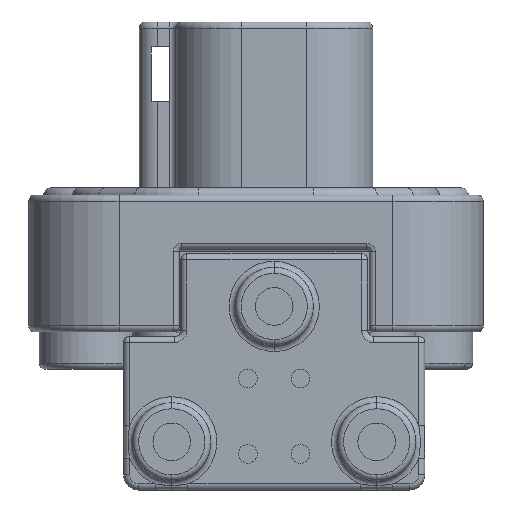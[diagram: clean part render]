
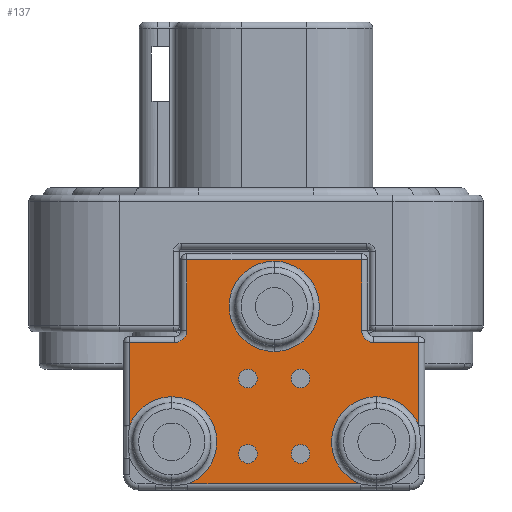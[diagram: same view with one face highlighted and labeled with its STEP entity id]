
A CAD part, front view. The second image highlights one B-rep face of the part: STEP entity #137.
In plain terms, the highlighted planar face has unit normal (0, -1, 0).
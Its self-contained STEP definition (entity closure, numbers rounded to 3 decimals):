
#137=ADVANCED_FACE('',(#770,#771,#772,#773,#774,#775),#776,.T.);
#770=FACE_OUTER_BOUND('',#1863,.T.);
#771=FACE_BOUND('',#1864,.T.);
#772=FACE_BOUND('',#1865,.T.);
#773=FACE_BOUND('',#1866,.T.);
#774=FACE_BOUND('',#1867,.T.);
#775=FACE_BOUND('',#1868,.T.);
#776=PLANE('',#1869);
#1863=EDGE_LOOP('',(#4999,#5000,#5001,#5002,#5003,#5004,#5005,#5006,#5007,#5008,#5009,#5010,#5011,#5012,#5013,#5014));
#1864=EDGE_LOOP('',(#5015,#5016,#5017,#5018));
#1865=EDGE_LOOP('',(#5019,#5020));
#1866=EDGE_LOOP('',(#5021,#5022));
#1867=EDGE_LOOP('',(#5023,#5024));
#1868=EDGE_LOOP('',(#5025,#5026));
#1869=AXIS2_PLACEMENT_3D('',#5027,#5028,#5029);
#4999=ORIENTED_EDGE('',*,*,#8760,.F.);
#5000=ORIENTED_EDGE('',*,*,#8546,.F.);
#5001=ORIENTED_EDGE('',*,*,#8761,.F.);
#5002=ORIENTED_EDGE('',*,*,#8762,.T.);
#5003=ORIENTED_EDGE('',*,*,#8763,.T.);
#5004=ORIENTED_EDGE('',*,*,#8755,.T.);
#5005=ORIENTED_EDGE('',*,*,#8764,.T.);
#5006=ORIENTED_EDGE('',*,*,#8765,.T.);
#5007=ORIENTED_EDGE('',*,*,#8766,.T.);
#5008=ORIENTED_EDGE('',*,*,#8767,.T.);
#5009=ORIENTED_EDGE('',*,*,#8768,.T.);
#5010=ORIENTED_EDGE('',*,*,#8769,.T.);
#5011=ORIENTED_EDGE('',*,*,#8770,.F.);
#5012=ORIENTED_EDGE('',*,*,#8402,.F.);
#5013=ORIENTED_EDGE('',*,*,#8771,.F.);
#5014=ORIENTED_EDGE('',*,*,#8772,.T.);
#5015=ORIENTED_EDGE('',*,*,#8773,.F.);
#5016=ORIENTED_EDGE('',*,*,#8570,.F.);
#5017=ORIENTED_EDGE('',*,*,#8774,.F.);
#5018=ORIENTED_EDGE('',*,*,#8566,.F.);
#5019=ORIENTED_EDGE('',*,*,#8775,.F.);
#5020=ORIENTED_EDGE('',*,*,#8776,.F.);
#5021=ORIENTED_EDGE('',*,*,#8777,.F.);
#5022=ORIENTED_EDGE('',*,*,#8778,.F.);
#5023=ORIENTED_EDGE('',*,*,#8715,.F.);
#5024=ORIENTED_EDGE('',*,*,#8718,.F.);
#5025=ORIENTED_EDGE('',*,*,#8779,.F.);
#5026=ORIENTED_EDGE('',*,*,#8780,.F.);
#5027=CARTESIAN_POINT('',(0.0,-15.748,-14.732));
#5028=DIRECTION('',(0.0,-1.0,0.0));
#5029=DIRECTION('',(0.0,0.0,-1.0));
#8402=EDGE_CURVE('',#9709,#9712,#9713,.T.);
#8546=EDGE_CURVE('',#9995,#9998,#9999,.T.);
#8566=EDGE_CURVE('',#10035,#10038,#10039,.T.);
#8570=EDGE_CURVE('',#10043,#10046,#10047,.T.);
#8715=EDGE_CURVE('',#10303,#10305,#10306,.T.);
#8718=EDGE_CURVE('',#10305,#10303,#10309,.T.);
#8755=EDGE_CURVE('',#10371,#10373,#10375,.T.);
#8760=EDGE_CURVE('',#9998,#10384,#10385,.T.);
#8761=EDGE_CURVE('',#10386,#9995,#10387,.T.);
#8762=EDGE_CURVE('',#10386,#10388,#10389,.T.);
#8763=EDGE_CURVE('',#10388,#10371,#10390,.T.);
#8764=EDGE_CURVE('',#10373,#10391,#10392,.T.);
#8765=EDGE_CURVE('',#10391,#10393,#10394,.T.);
#8766=EDGE_CURVE('',#10393,#10395,#10396,.T.);
#8767=EDGE_CURVE('',#10395,#10397,#10398,.T.);
#8768=EDGE_CURVE('',#10397,#10399,#10400,.T.);
#8769=EDGE_CURVE('',#10399,#10401,#10402,.T.);
#8770=EDGE_CURVE('',#9712,#10401,#10403,.T.);
#8771=EDGE_CURVE('',#10404,#9709,#10405,.T.);
#8772=EDGE_CURVE('',#10404,#10384,#10406,.T.);
#8773=EDGE_CURVE('',#10046,#10035,#10407,.T.);
#8774=EDGE_CURVE('',#10038,#10043,#10408,.T.);
#8775=EDGE_CURVE('',#10409,#10410,#10411,.T.);
#8776=EDGE_CURVE('',#10410,#10409,#10412,.T.);
#8777=EDGE_CURVE('',#10413,#10414,#10415,.T.);
#8778=EDGE_CURVE('',#10414,#10413,#10416,.T.);
#8779=EDGE_CURVE('',#10417,#10418,#10419,.T.);
#8780=EDGE_CURVE('',#10418,#10417,#10420,.T.);
#9709=VERTEX_POINT('',#11812);
#9712=VERTEX_POINT('',#11815);
#9713=CIRCLE('',#11816,3.81);
#9995=VERTEX_POINT('',#12512);
#9998=VERTEX_POINT('',#12515);
#9999=CIRCLE('',#12516,3.81);
#10035=VERTEX_POINT('',#12552);
#10038=VERTEX_POINT('',#12555);
#10039=CIRCLE('',#12556,3.81);
#10043=VERTEX_POINT('',#12560);
#10046=VERTEX_POINT('',#12563);
#10047=CIRCLE('',#12564,3.81);
#10303=VERTEX_POINT('',#12946);
#10305=VERTEX_POINT('',#12949);
#10306=CIRCLE('',#12950,0.787);
#10309=CIRCLE('',#12954,0.787);
#10371=VERTEX_POINT('',#13072);
#10373=VERTEX_POINT('',#13074);
#10375=CIRCLE('',#13076,1.016);
#10384=VERTEX_POINT('',#13087);
#10385=CIRCLE('',#13088,3.81);
#10386=VERTEX_POINT('',#13089);
#10387=CIRCLE('',#13090,3.81);
#10388=VERTEX_POINT('',#13091);
#10389=LINE('',#13092,#13093);
#10390=LINE('',#13094,#13095);
#10391=VERTEX_POINT('',#13096);
#10392=LINE('',#13097,#13098);
#10393=VERTEX_POINT('',#13099);
#10394=LINE('',#13100,#13101);
#10395=VERTEX_POINT('',#13102);
#10396=LINE('',#13103,#13104);
#10397=VERTEX_POINT('',#13105);
#10398=CIRCLE('',#13106,1.016);
#10399=VERTEX_POINT('',#13107);
#10400=LINE('',#13108,#13109);
#10401=VERTEX_POINT('',#13110);
#10402=LINE('',#13111,#13112);
#10403=CIRCLE('',#13113,3.81);
#10404=VERTEX_POINT('',#13114);
#10405=CIRCLE('',#13115,3.81);
#10406=LINE('',#13116,#13117);
#10407=CIRCLE('',#13118,3.81);
#10408=CIRCLE('',#13119,3.81);
#10409=VERTEX_POINT('',#13120);
#10410=VERTEX_POINT('',#13121);
#10411=CIRCLE('',#13122,0.787);
#10412=CIRCLE('',#13123,0.787);
#10413=VERTEX_POINT('',#13124);
#10414=VERTEX_POINT('',#13125);
#10415=CIRCLE('',#13126,0.787);
#10416=CIRCLE('',#13127,0.787);
#10417=VERTEX_POINT('',#13128);
#10418=VERTEX_POINT('',#13129);
#10419=CIRCLE('',#13130,0.787);
#10420=CIRCLE('',#13131,0.787);
#11812=CARTESIAN_POINT('',(-7.095,-15.748,-31.623));
#11815=CARTESIAN_POINT('',(-7.112,-15.748,-31.623));
#11816=AXIS2_PLACEMENT_3D('',#15993,#15994,#15995);
#12512=CARTESIAN_POINT('',(10.202,-15.748,-31.623));
#12515=CARTESIAN_POINT('',(10.185,-15.748,-31.623));
#12516=AXIS2_PLACEMENT_3D('',#16332,#16333,#16334);
#12552=CARTESIAN_POINT('',(1.52,-15.748,-27.813));
#12555=CARTESIAN_POINT('',(1.537,-15.748,-27.813));
#12556=AXIS2_PLACEMENT_3D('',#16392,#16393,#16394);
#12560=CARTESIAN_POINT('',(1.553,-15.748,-20.193));
#12563=CARTESIAN_POINT('',(1.537,-15.748,-20.193));
#12564=AXIS2_PLACEMENT_3D('',#16404,#16405,#16406);
#12946=CARTESIAN_POINT('',(3.759,-15.748,-35.662));
#12949=CARTESIAN_POINT('',(3.759,-15.748,-37.236));
#12950=AXIS2_PLACEMENT_3D('',#16667,#16668,#16669);
#12954=AXIS2_PLACEMENT_3D('',#16674,#16675,#16676);
#13072=CARTESIAN_POINT('',(9.931,-15.748,-27.051));
#13074=CARTESIAN_POINT('',(8.915,-15.748,-26.035));
#13076=AXIS2_PLACEMENT_3D('',#16745,#16746,#16747);
#13087=CARTESIAN_POINT('',(8.818,-15.748,-38.989));
#13088=AXIS2_PLACEMENT_3D('',#16756,#16757,#16758);
#13089=CARTESIAN_POINT('',(13.741,-15.748,-34.065));
#13090=AXIS2_PLACEMENT_3D('',#16759,#16760,#16761);
#13091=CARTESIAN_POINT('',(13.741,-15.748,-27.051));
#13092=CARTESIAN_POINT('',(13.741,-15.748,-34.065));
#13093=VECTOR('',#16762,7.014);
#13094=CARTESIAN_POINT('',(13.741,-15.748,-27.051));
#13095=VECTOR('',#16763,3.81);
#13096=CARTESIAN_POINT('',(8.915,-15.748,-20.066));
#13097=CARTESIAN_POINT('',(8.915,-15.748,-26.035));
#13098=VECTOR('',#16764,5.969);
#13099=CARTESIAN_POINT('',(-5.842,-15.748,-20.066));
#13100=CARTESIAN_POINT('',(8.915,-15.748,-20.066));
#13101=VECTOR('',#16765,14.757);
#13102=CARTESIAN_POINT('',(-5.842,-15.748,-26.035));
#13103=CARTESIAN_POINT('',(-5.842,-15.748,-20.066));
#13104=VECTOR('',#16766,5.969);
#13105=CARTESIAN_POINT('',(-6.858,-15.748,-27.051));
#13106=AXIS2_PLACEMENT_3D('',#16767,#16768,#16769);
#13107=CARTESIAN_POINT('',(-10.668,-15.748,-27.051));
#13108=CARTESIAN_POINT('',(-6.858,-15.748,-27.051));
#13109=VECTOR('',#16770,3.81);
#13110=CARTESIAN_POINT('',(-10.668,-15.748,-34.065));
#13111=CARTESIAN_POINT('',(-10.668,-15.748,-27.051));
#13112=VECTOR('',#16771,7.014);
#13113=AXIS2_PLACEMENT_3D('',#16772,#16773,#16774);
#13114=CARTESIAN_POINT('',(-5.744,-15.748,-38.989));
#13115=AXIS2_PLACEMENT_3D('',#16775,#16776,#16777);
#13116=CARTESIAN_POINT('',(-5.744,-15.748,-38.989));
#13117=VECTOR('',#16778,14.562);
#13118=AXIS2_PLACEMENT_3D('',#16779,#16780,#16781);
#13119=AXIS2_PLACEMENT_3D('',#16782,#16783,#16784);
#13120=CARTESIAN_POINT('',(-0.686,-15.748,-35.662));
#13121=CARTESIAN_POINT('',(-0.686,-15.748,-37.236));
#13122=AXIS2_PLACEMENT_3D('',#16785,#16786,#16787);
#13123=AXIS2_PLACEMENT_3D('',#16788,#16789,#16790);
#13124=CARTESIAN_POINT('',(-0.686,-15.748,-29.312));
#13125=CARTESIAN_POINT('',(-0.686,-15.748,-30.886));
#13126=AXIS2_PLACEMENT_3D('',#16791,#16792,#16793);
#13127=AXIS2_PLACEMENT_3D('',#16794,#16795,#16796);
#13128=CARTESIAN_POINT('',(3.759,-15.748,-29.312));
#13129=CARTESIAN_POINT('',(3.759,-15.748,-30.886));
#13130=AXIS2_PLACEMENT_3D('',#16797,#16798,#16799);
#13131=AXIS2_PLACEMENT_3D('',#16800,#16801,#16802);
#15993=CARTESIAN_POINT('',(-7.112,-15.748,-35.433));
#15994=DIRECTION('',(0.0,-1.0,0.0));
#15995=DIRECTION('',(0.359,0.0,-0.933));
#16332=CARTESIAN_POINT('',(10.185,-15.748,-35.433));
#16333=DIRECTION('',(0.0,-1.0,0.0));
#16334=DIRECTION('',(0.933,0.0,0.359));
#16392=CARTESIAN_POINT('',(1.537,-15.748,-24.003));
#16393=DIRECTION('',(0.0,-1.0,0.0));
#16394=DIRECTION('',(0.0,0.0,1.0));
#16404=CARTESIAN_POINT('',(1.537,-15.748,-24.003));
#16405=DIRECTION('',(0.0,-1.0,0.0));
#16406=DIRECTION('',(0.0,0.0,-1.0));
#16667=CARTESIAN_POINT('',(3.759,-15.748,-36.449));
#16668=DIRECTION('',(0.0,-1.0,0.0));
#16669=DIRECTION('',(0.0,0.0,1.0));
#16674=CARTESIAN_POINT('',(3.759,-15.748,-36.449));
#16675=DIRECTION('',(0.0,-1.0,0.0));
#16676=DIRECTION('',(0.0,0.0,-1.0));
#16745=CARTESIAN_POINT('',(9.931,-15.748,-26.035));
#16746=DIRECTION('',(0.0,1.0,0.0));
#16747=DIRECTION('',(0.,0.0,-1.0));
#16756=CARTESIAN_POINT('',(10.185,-15.748,-35.433));
#16757=DIRECTION('',(0.0,-1.0,0.0));
#16758=DIRECTION('',(0.0,0.0,1.0));
#16759=CARTESIAN_POINT('',(10.185,-15.748,-35.433));
#16760=DIRECTION('',(0.0,-1.0,0.0));
#16761=DIRECTION('',(0.933,0.0,0.359));
#16762=DIRECTION('',(0.0,0.,1.0));
#16763=DIRECTION('',(-1.0,0.0,0.));
#16764=DIRECTION('',(0.0,0.0,1.0));
#16765=DIRECTION('',(-1.0,0.0,0.0));
#16766=DIRECTION('',(0.0,0.0,-1.0));
#16767=CARTESIAN_POINT('',(-6.858,-15.748,-26.035));
#16768=DIRECTION('',(-0.0,1.0,0.0));
#16769=DIRECTION('',(1.0,0.0,0.0));
#16770=DIRECTION('',(-1.0,0.0,0.0));
#16771=DIRECTION('',(0.0,0.,-1.0));
#16772=CARTESIAN_POINT('',(-7.112,-15.748,-35.433));
#16773=DIRECTION('',(0.0,-1.0,0.0));
#16774=DIRECTION('',(0.0,0.0,1.0));
#16775=CARTESIAN_POINT('',(-7.112,-15.748,-35.433));
#16776=DIRECTION('',(0.0,-1.0,0.0));
#16777=DIRECTION('',(0.359,0.0,-0.933));
#16778=DIRECTION('',(1.0,0.,0.0));
#16779=CARTESIAN_POINT('',(1.537,-15.748,-24.003));
#16780=DIRECTION('',(0.0,-1.0,0.0));
#16781=DIRECTION('',(0.0,0.0,1.0));
#16782=CARTESIAN_POINT('',(1.537,-15.748,-24.003));
#16783=DIRECTION('',(0.0,-1.0,0.0));
#16784=DIRECTION('',(0.0,0.0,-1.0));
#16785=CARTESIAN_POINT('',(-0.686,-15.748,-36.449));
#16786=DIRECTION('',(0.0,-1.0,0.0));
#16787=DIRECTION('',(0.0,0.0,1.0));
#16788=CARTESIAN_POINT('',(-0.686,-15.748,-36.449));
#16789=DIRECTION('',(0.0,-1.0,0.0));
#16790=DIRECTION('',(0.0,0.0,-1.0));
#16791=CARTESIAN_POINT('',(-0.686,-15.748,-30.099));
#16792=DIRECTION('',(0.0,-1.0,0.0));
#16793=DIRECTION('',(0.0,0.0,1.0));
#16794=CARTESIAN_POINT('',(-0.686,-15.748,-30.099));
#16795=DIRECTION('',(0.0,-1.0,0.0));
#16796=DIRECTION('',(0.0,0.0,-1.0));
#16797=CARTESIAN_POINT('',(3.759,-15.748,-30.099));
#16798=DIRECTION('',(0.0,-1.0,0.0));
#16799=DIRECTION('',(0.0,0.0,1.0));
#16800=CARTESIAN_POINT('',(3.759,-15.748,-30.099));
#16801=DIRECTION('',(0.0,-1.0,0.0));
#16802=DIRECTION('',(0.0,0.0,-1.0));
